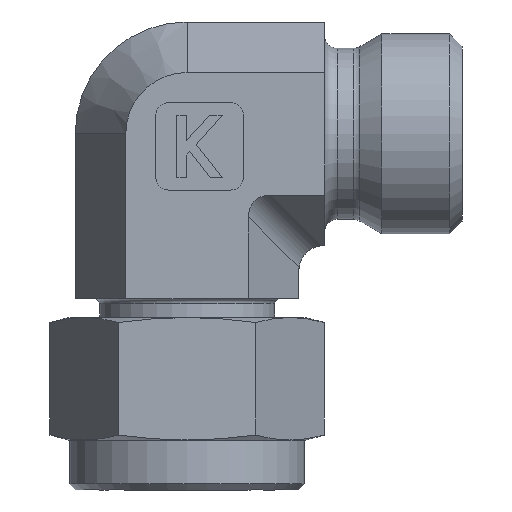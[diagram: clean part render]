
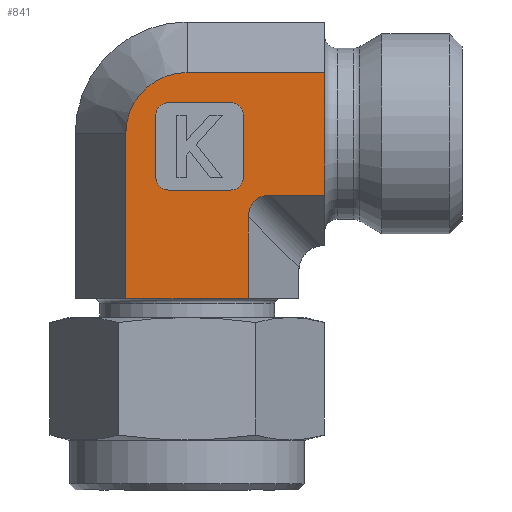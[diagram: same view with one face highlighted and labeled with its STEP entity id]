
A CAD part, left-side view. The second image highlights one B-rep face of the part: STEP entity #841.
In plain terms, the highlighted planar face has unit normal (-1, 0, 0).
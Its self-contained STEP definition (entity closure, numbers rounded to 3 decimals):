
#178=CARTESIAN_POINT('',(-27.685,4.636,1.8));
#179=VERTEX_POINT('',#178);
#186=CARTESIAN_POINT('',(-27.685,14.451,1.8));
#187=VERTEX_POINT('',#186);
#188=CARTESIAN_POINT('',(-27.685,14.451,1.8));
#189=DIRECTION('',(0.0,-1.0,0.0));
#190=VECTOR('',#189,9.815);
#191=LINE('',#188,#190);
#192=EDGE_CURVE('',#187,#179,#191,.T.);
#689=CARTESIAN_POINT('',(-27.685,14.451,15.));
#690=VERTEX_POINT('',#689);
#691=CARTESIAN_POINT('',(-27.685,14.451,1.8));
#692=DIRECTION('',(0.0,0.0,1.0));
#693=VECTOR('',#692,13.2);
#694=LINE('',#691,#693);
#695=EDGE_CURVE('',#187,#690,#694,.T.);
#714=CARTESIAN_POINT('',(-27.685,4.636,0.0));
#715=DIRECTION('',(-1.0,0.0,0.0));
#716=DIRECTION('',(0.0,0.0,1.0));
#717=AXIS2_PLACEMENT_3D('',#714,#715,#716);
#718=PLANE('',#717);
#719=ORIENTED_EDGE('',*,*,#192,.T.);
#720=CARTESIAN_POINT('',(-27.685,4.636,8.36));
#721=VERTEX_POINT('',#720);
#722=CARTESIAN_POINT('',(-27.685,4.636,1.8));
#723=DIRECTION('',(0.0,0.0,1.0));
#724=VECTOR('',#723,6.56);
#725=LINE('',#722,#724);
#726=EDGE_CURVE('',#179,#721,#725,.T.);
#727=ORIENTED_EDGE('',*,*,#726,.T.);
#728=CARTESIAN_POINT('',(-27.685,2.904,10.093));
#729=VERTEX_POINT('',#728);
#730=CARTESIAN_POINT('',(-27.685,2.327,7.783));
#731=DIRECTION('',(-1.0,0.,0.));
#732=DIRECTION('',(0.,0.707,0.707));
#733=AXIS2_PLACEMENT_3D('',#730,#731,#732);
#734=ELLIPSE('',#733,2.582,2.0);
#735=EDGE_CURVE('',#729,#721,#734,.T.);
#736=ORIENTED_EDGE('',*,*,#735,.F.);
#737=CARTESIAN_POINT('',(-27.685,-1.456,10.093));
#738=VERTEX_POINT('',#737);
#739=CARTESIAN_POINT('',(-27.685,2.904,10.093));
#740=DIRECTION('',(0.0,-1.0,0.0));
#741=VECTOR('',#740,4.36);
#742=LINE('',#739,#741);
#743=EDGE_CURVE('',#729,#738,#742,.T.);
#744=ORIENTED_EDGE('',*,*,#743,.T.);
#745=CARTESIAN_POINT('',(-27.685,-1.456,19.907));
#746=VERTEX_POINT('',#745);
#747=CARTESIAN_POINT('',(-27.685,-1.456,10.093));
#748=DIRECTION('',(0.0,0.0,1.0));
#749=VECTOR('',#748,9.815);
#750=LINE('',#747,#749);
#751=EDGE_CURVE('',#738,#746,#750,.T.);
#752=ORIENTED_EDGE('',*,*,#751,.T.);
#753=CARTESIAN_POINT('',(-27.685,9.544,19.907));
#754=VERTEX_POINT('',#753);
#755=CARTESIAN_POINT('',(-27.685,9.544,19.907));
#756=DIRECTION('',(0.0,-1.0,0.0));
#757=VECTOR('',#756,11.0);
#758=LINE('',#755,#757);
#759=EDGE_CURVE('',#754,#746,#758,.T.);
#760=ORIENTED_EDGE('',*,*,#759,.F.);
#761=CARTESIAN_POINT('',(-27.685,9.544,15.));
#762=DIRECTION('',(-1.0,0.0,0.0));
#763=DIRECTION('',(0.0,0.0,1.0));
#764=AXIS2_PLACEMENT_3D('',#761,#762,#763);
#765=CIRCLE('',#764,4.907);
#766=EDGE_CURVE('',#754,#690,#765,.T.);
#767=ORIENTED_EDGE('',*,*,#766,.T.);
#768=ORIENTED_EDGE('',*,*,#695,.F.);
#769=EDGE_LOOP('',(#719,#727,#736,#744,#752,#760,#767,#768));
#770=FACE_OUTER_BOUND('',#769,.T.);
#771=CARTESIAN_POINT('',(-27.685,6.044,10.5));
#772=VERTEX_POINT('',#771);
#773=CARTESIAN_POINT('',(-27.685,11.044,10.5));
#774=VERTEX_POINT('',#773);
#775=CARTESIAN_POINT('',(-27.685,6.044,10.5));
#776=DIRECTION('',(0.0,1.0,0.0));
#777=VECTOR('',#776,5.);
#778=LINE('',#775,#777);
#779=EDGE_CURVE('',#772,#774,#778,.T.);
#780=ORIENTED_EDGE('',*,*,#779,.T.);
#781=CARTESIAN_POINT('',(-27.685,12.044,11.5));
#782=VERTEX_POINT('',#781);
#783=CARTESIAN_POINT('',(-27.685,11.044,11.5));
#784=DIRECTION('',(-1.0,0.0,0.0));
#785=DIRECTION('',(0.0,0.707,-0.707));
#786=AXIS2_PLACEMENT_3D('',#783,#784,#785);
#787=CIRCLE('',#786,1.0);
#788=EDGE_CURVE('',#782,#774,#787,.T.);
#789=ORIENTED_EDGE('',*,*,#788,.F.);
#790=CARTESIAN_POINT('',(-27.685,12.044,16.5));
#791=VERTEX_POINT('',#790);
#792=CARTESIAN_POINT('',(-27.685,12.044,11.5));
#793=DIRECTION('',(0.0,0.0,1.0));
#794=VECTOR('',#793,5.);
#795=LINE('',#792,#794);
#796=EDGE_CURVE('',#782,#791,#795,.T.);
#797=ORIENTED_EDGE('',*,*,#796,.T.);
#798=CARTESIAN_POINT('',(-27.685,11.044,17.5));
#799=VERTEX_POINT('',#798);
#800=CARTESIAN_POINT('',(-27.685,11.044,16.5));
#801=DIRECTION('',(-1.0,0.0,0.0));
#802=DIRECTION('',(0.0,0.707,0.707));
#803=AXIS2_PLACEMENT_3D('',#800,#801,#802);
#804=CIRCLE('',#803,1.0);
#805=EDGE_CURVE('',#799,#791,#804,.T.);
#806=ORIENTED_EDGE('',*,*,#805,.F.);
#807=CARTESIAN_POINT('',(-27.685,6.044,17.5));
#808=VERTEX_POINT('',#807);
#809=CARTESIAN_POINT('',(-27.685,11.044,17.5));
#810=DIRECTION('',(0.0,-1.0,0.0));
#811=VECTOR('',#810,5.);
#812=LINE('',#809,#811);
#813=EDGE_CURVE('',#799,#808,#812,.T.);
#814=ORIENTED_EDGE('',*,*,#813,.T.);
#815=CARTESIAN_POINT('',(-27.685,5.044,16.5));
#816=VERTEX_POINT('',#815);
#817=CARTESIAN_POINT('',(-27.685,6.044,16.5));
#818=DIRECTION('',(-1.0,0.0,0.0));
#819=DIRECTION('',(0.0,-0.707,0.707));
#820=AXIS2_PLACEMENT_3D('',#817,#818,#819);
#821=CIRCLE('',#820,1.0);
#822=EDGE_CURVE('',#816,#808,#821,.T.);
#823=ORIENTED_EDGE('',*,*,#822,.F.);
#824=CARTESIAN_POINT('',(-27.685,5.044,11.5));
#825=VERTEX_POINT('',#824);
#826=CARTESIAN_POINT('',(-27.685,5.044,16.5));
#827=DIRECTION('',(0.0,0.0,-1.0));
#828=VECTOR('',#827,5.);
#829=LINE('',#826,#828);
#830=EDGE_CURVE('',#816,#825,#829,.T.);
#831=ORIENTED_EDGE('',*,*,#830,.T.);
#832=CARTESIAN_POINT('',(-27.685,6.044,11.5));
#833=DIRECTION('',(-1.0,0.0,0.0));
#834=DIRECTION('',(0.0,-0.707,-0.707));
#835=AXIS2_PLACEMENT_3D('',#832,#833,#834);
#836=CIRCLE('',#835,1.0);
#837=EDGE_CURVE('',#772,#825,#836,.T.);
#838=ORIENTED_EDGE('',*,*,#837,.F.);
#839=EDGE_LOOP('',(#780,#789,#797,#806,#814,#823,#831,#838));
#840=FACE_BOUND('',#839,.T.);
#841=ADVANCED_FACE('',(#770,#840),#718,.T.);
